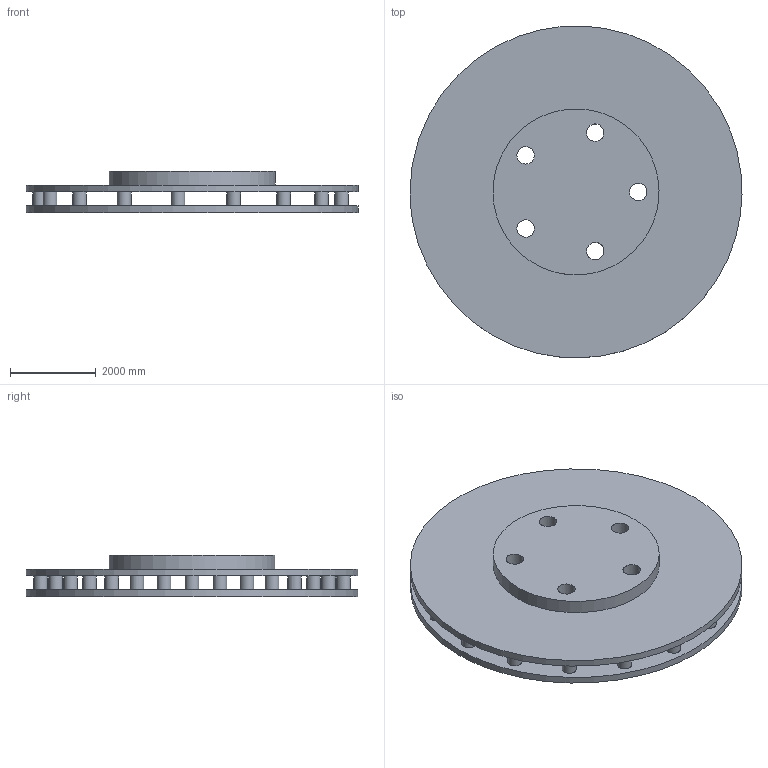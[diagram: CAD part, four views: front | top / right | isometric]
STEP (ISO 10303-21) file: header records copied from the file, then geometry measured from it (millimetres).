
FILE_DESCRIPTION((('zoo.dev export')), '2;1');
FILE_NAME('dump.step', '1970-01-01T00:00:00.0+00:00', ('Author unknown'), ('Organization unknown'), 'zoo.dev beta', 'zoo.dev', 'Authorization unknown');
FILE_SCHEMA(('AP203_CONFIGURATION_CONTROLLED_3D_DESIGN_OF_MECHANICAL_PARTS_AND_ASSEMBLIES_MIM_LF'));
Length unit declared in the file: metre
Products named in the file (20): UNIDENTIFIED_PRODUCT
Bounding box: 7741.57 x 7737.72 x 963.93 mm (x, y, z)
Volume: 18828540709.1 mm3; surface area: 231972236.4 mm2
Topology: 20 solids, 20 shells, 75 faces, 105 edges, 70 vertices
Faces by surface type: plane 40, bspline 35
Entity records: 2483 total; most frequent: CARTESIAN_POINT 1405, ORIENTED_EDGE 210, EDGE_CURVE 105, EDGE_LOOP 105, DIRECTION 75, FACE_OUTER_BOUND 75, ADVANCED_FACE 75, VERTEX_POINT 70
